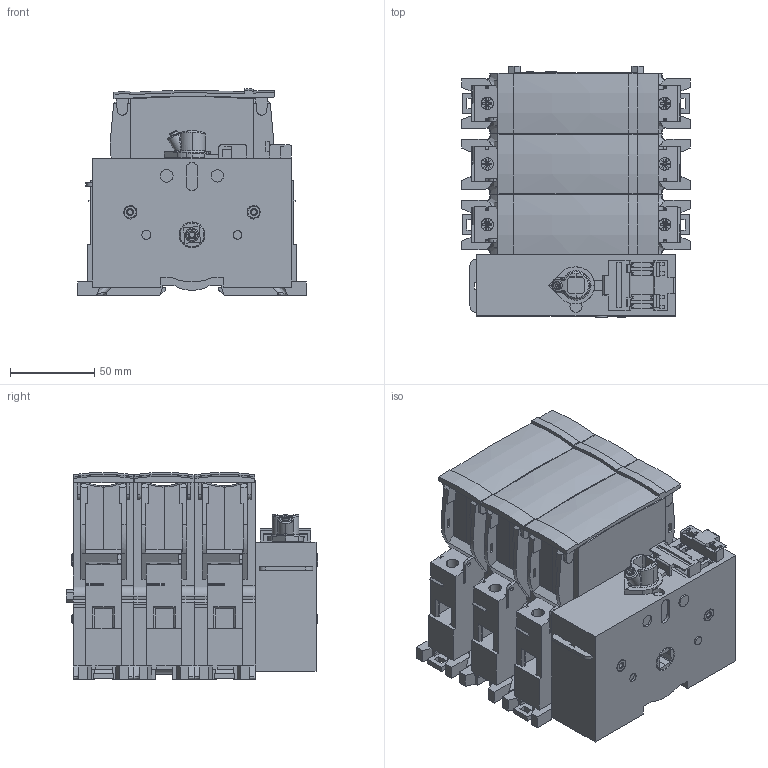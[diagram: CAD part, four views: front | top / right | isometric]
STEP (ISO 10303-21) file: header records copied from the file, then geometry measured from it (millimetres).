
FILE_DESCRIPTION (( 'STEP AP214' ), '1' );
FILE_NAME ('38613004.step', '2016-05-09T12:25:25', ( '' ), ( '' ), 'SwSTEP 2.0', 'SolidWorks 2015', '' );
FILE_SCHEMA (( 'AUTOMOTIVE_DESIGN' ));
Length unit declared in the file: inch
Products named in the file (1): 38613004
Bounding box: 136 x 149.3 x 122.91 mm (x, y, z)
Volume: 1509105.7 mm3; surface area: 227323.7 mm2
Topology: 13 solids, 15 shells, 2177 faces, 6157 edges, 4094 vertices
Faces by surface type: plane 1447, cylinder 475, cone 140, bspline 115
Entity records: 94548 total; most frequent: CARTESIAN_POINT 41129, ORIENTED_EDGE 12314, DIRECTION 8990, EDGE_CURVE 6157, VERTEX_POINT 4094, LINE 4054, VECTOR 4054, AXIS2_PLACEMENT_3D 2468
